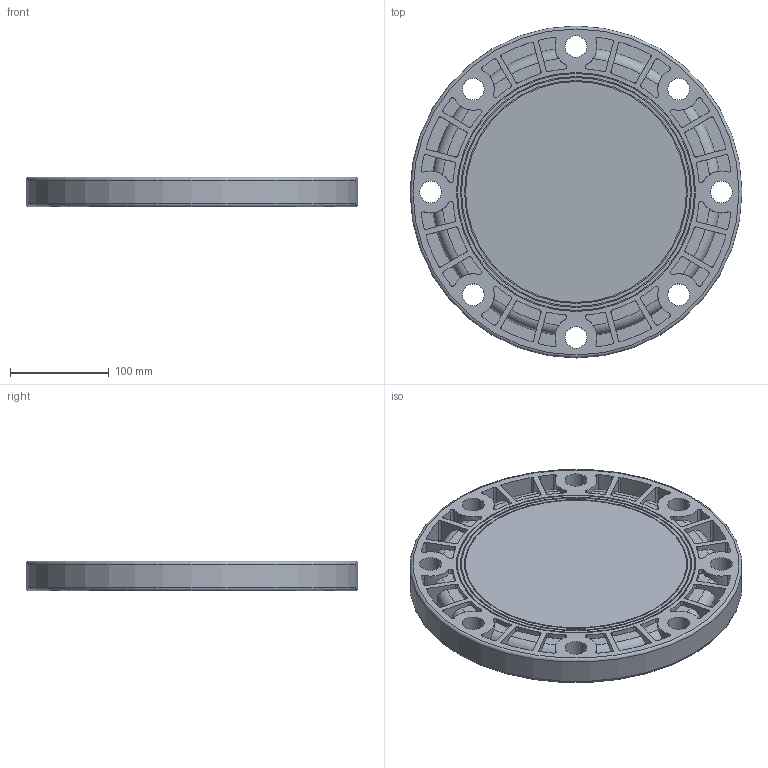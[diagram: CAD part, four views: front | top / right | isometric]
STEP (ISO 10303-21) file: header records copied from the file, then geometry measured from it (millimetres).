
FILE_DESCRIPTION(/* description */ (''),/* implementation_level */ '2;1');
FILE_NAME(/* name */ 'A920011PGQL.stp',/* time_stamp */ '2024-12-19T10:00:14+08:00',/* author */ (''),/* organization */ (''),/* preprocessor_version */ 'ST-DEVELOPER v16',/* originating_system */ 'SIEMENS PLM Software NX 10.0',/* authorisation */ '');
FILE_SCHEMA (('AUTOMOTIVE_DESIGN { 1 0 10303 214 3 1 1 1 }'));
Length unit declared in the file: millimetre
Products named in the file (1): gelv0FB88CDEpsh1
Bounding box: 336.8 x 336.8 x 30.25 mm (x, y, z)
Volume: 1465011.8 mm3; surface area: 294282.9 mm2
Topology: 1 solids, 1 shells, 521 faces, 1375 edges, 917 vertices
Faces by surface type: plane 246, cylinder 219, extrusion 30, torus 26
Full cylindrical faces by diameter (mm): 4.667 x1, 6.222 x1, 22 x8, 23.8 x1, 224.1 x1, 226.1 x1, 232.3 x1, 234.3 x1, 240.5 x1, 242.5 x1, 265.3 x1, 336.8 x1
Entity records: 21997 total; most frequent: CARTESIAN_POINT 9283, ORIENTED_EDGE 2698, DIRECTION 2527, EDGE_CURVE 1349, AXIS2_PLACEMENT_3D 994, VERTEX_POINT 912, EDGE_LOOP 619, VECTOR 539
